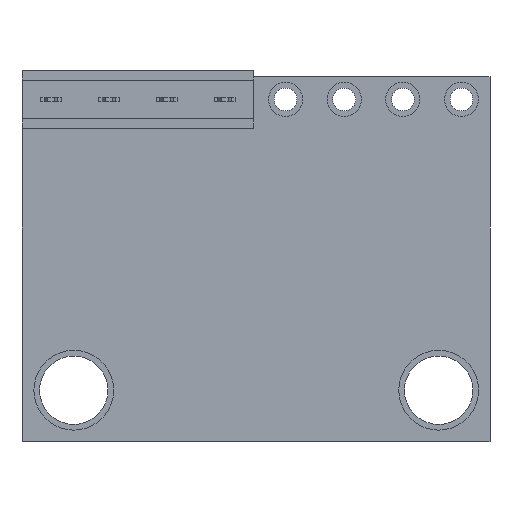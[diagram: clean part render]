
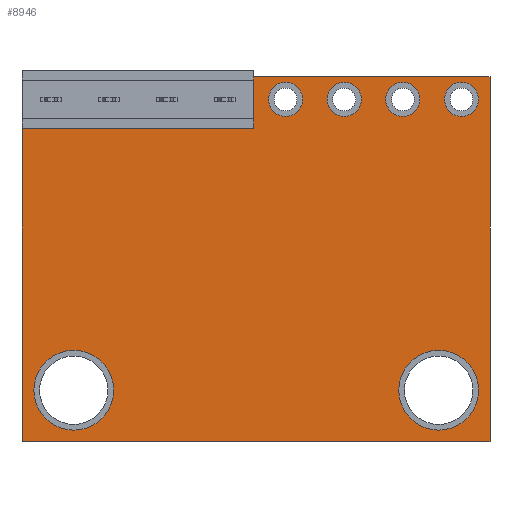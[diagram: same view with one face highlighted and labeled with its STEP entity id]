
A CAD part, front view. The second image highlights one B-rep face of the part: STEP entity #8946.
In plain terms, the highlighted face is planar.
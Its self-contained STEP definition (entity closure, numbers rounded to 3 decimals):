
#319=FACE_BOUND('',#1113,.T.);
#320=FACE_BOUND('',#1114,.T.);
#321=FACE_BOUND('',#1115,.T.);
#322=FACE_BOUND('',#1116,.T.);
#323=FACE_BOUND('',#1117,.T.);
#324=FACE_BOUND('',#1118,.T.);
#325=FACE_BOUND('',#1119,.T.);
#326=FACE_BOUND('',#1120,.T.);
#327=FACE_BOUND('',#1121,.T.);
#328=FACE_BOUND('',#1122,.T.);
#382=CIRCLE('',#9523,0.75);
#384=CIRCLE('',#9526,0.75);
#386=CIRCLE('',#9533,0.75);
#388=CIRCLE('',#9536,1.75);
#390=CIRCLE('',#9539,0.75);
#392=CIRCLE('',#9542,0.75);
#394=CIRCLE('',#9545,0.75);
#396=CIRCLE('',#9548,0.75);
#398=CIRCLE('',#9551,1.75);
#588=FACE_OUTER_BOUND('',#1112,.T.);
#1112=EDGE_LOOP('',(#6416,#6417,#6418,#6419));
#1113=EDGE_LOOP('',(#6420));
#1114=EDGE_LOOP('',(#6421));
#1115=EDGE_LOOP('',(#6422,#6423,#6424,#6425));
#1116=EDGE_LOOP('',(#6426));
#1117=EDGE_LOOP('',(#6427));
#1118=EDGE_LOOP('',(#6428));
#1119=EDGE_LOOP('',(#6429));
#1120=EDGE_LOOP('',(#6430));
#1121=EDGE_LOOP('',(#6431));
#1122=EDGE_LOOP('',(#6432));
#1770=LINE('',#12828,#2918);
#1774=LINE('',#12836,#2922);
#1777=LINE('',#12842,#2925);
#1780=LINE('',#12847,#2928);
#1791=LINE('',#12898,#2939);
#1794=LINE('',#12904,#2942);
#1797=LINE('',#12910,#2945);
#1800=LINE('',#12914,#2948);
#2918=VECTOR('',#10424,10.);
#2922=VECTOR('',#10430,10.);
#2925=VECTOR('',#10435,10.);
#2928=VECTOR('',#10440,10.);
#2939=VECTOR('',#10495,10.);
#2942=VECTOR('',#10500,10.);
#2945=VECTOR('',#10505,10.);
#2948=VECTOR('',#10510,10.);
#4012=VERTEX_POINT('',#12816);
#4014=VERTEX_POINT('',#12822);
#4015=VERTEX_POINT('',#12826);
#4016=VERTEX_POINT('',#12827);
#4019=VERTEX_POINT('',#12835);
#4021=VERTEX_POINT('',#12841);
#4024=VERTEX_POINT('',#12852);
#4026=VERTEX_POINT('',#12858);
#4028=VERTEX_POINT('',#12864);
#4030=VERTEX_POINT('',#12870);
#4032=VERTEX_POINT('',#12876);
#4034=VERTEX_POINT('',#12882);
#4036=VERTEX_POINT('',#12888);
#4039=VERTEX_POINT('',#12895);
#4040=VERTEX_POINT('',#12897);
#4042=VERTEX_POINT('',#12903);
#4044=VERTEX_POINT('',#12909);
#4890=EDGE_CURVE('',#4012,#4012,#382,.T.);
#4893=EDGE_CURVE('',#4014,#4014,#384,.T.);
#4894=EDGE_CURVE('',#4015,#4016,#1770,.T.);
#4898=EDGE_CURVE('',#4016,#4019,#1774,.T.);
#4901=EDGE_CURVE('',#4019,#4021,#1777,.T.);
#4904=EDGE_CURVE('',#4021,#4015,#1780,.T.);
#4908=EDGE_CURVE('',#4024,#4024,#386,.T.);
#4911=EDGE_CURVE('',#4026,#4026,#388,.T.);
#4914=EDGE_CURVE('',#4028,#4028,#390,.T.);
#4917=EDGE_CURVE('',#4030,#4030,#392,.T.);
#4920=EDGE_CURVE('',#4032,#4032,#394,.T.);
#4923=EDGE_CURVE('',#4034,#4034,#396,.T.);
#4926=EDGE_CURVE('',#4036,#4036,#398,.T.);
#4929=EDGE_CURVE('',#4040,#4039,#1791,.T.);
#4932=EDGE_CURVE('',#4042,#4040,#1794,.T.);
#4935=EDGE_CURVE('',#4044,#4042,#1797,.T.);
#4938=EDGE_CURVE('',#4039,#4044,#1800,.T.);
#6416=ORIENTED_EDGE('',*,*,#4938,.T.);
#6417=ORIENTED_EDGE('',*,*,#4935,.T.);
#6418=ORIENTED_EDGE('',*,*,#4932,.T.);
#6419=ORIENTED_EDGE('',*,*,#4929,.T.);
#6420=ORIENTED_EDGE('',*,*,#4890,.T.);
#6421=ORIENTED_EDGE('',*,*,#4893,.T.);
#6422=ORIENTED_EDGE('',*,*,#4901,.T.);
#6423=ORIENTED_EDGE('',*,*,#4904,.T.);
#6424=ORIENTED_EDGE('',*,*,#4894,.T.);
#6425=ORIENTED_EDGE('',*,*,#4898,.T.);
#6426=ORIENTED_EDGE('',*,*,#4908,.T.);
#6427=ORIENTED_EDGE('',*,*,#4911,.T.);
#6428=ORIENTED_EDGE('',*,*,#4914,.T.);
#6429=ORIENTED_EDGE('',*,*,#4917,.T.);
#6430=ORIENTED_EDGE('',*,*,#4920,.T.);
#6431=ORIENTED_EDGE('',*,*,#4923,.T.);
#6432=ORIENTED_EDGE('',*,*,#4926,.T.);
#8463=PLANE('',#9557);
#8946=ADVANCED_FACE('',(#588,#319,#320,#321,#322,#323,#324,#325,#326,#327,
#328),#8463,.T.);
#9523=AXIS2_PLACEMENT_3D('',#12818,#10413,#10414);
#9526=AXIS2_PLACEMENT_3D('',#12824,#10420,#10421);
#9533=AXIS2_PLACEMENT_3D('',#12854,#10447,#10448);
#9536=AXIS2_PLACEMENT_3D('',#12860,#10454,#10455);
#9539=AXIS2_PLACEMENT_3D('',#12866,#10461,#10462);
#9542=AXIS2_PLACEMENT_3D('',#12872,#10468,#10469);
#9545=AXIS2_PLACEMENT_3D('',#12878,#10475,#10476);
#9548=AXIS2_PLACEMENT_3D('',#12884,#10482,#10483);
#9551=AXIS2_PLACEMENT_3D('',#12890,#10489,#10490);
#9557=AXIS2_PLACEMENT_3D('',#12916,#10513,#10514);
#10413=DIRECTION('center_axis',(0.,0.,1.));
#10414=DIRECTION('ref_axis',(1.,0.,0.));
#10420=DIRECTION('center_axis',(0.,0.,1.));
#10421=DIRECTION('ref_axis',(1.,0.,0.));
#10424=DIRECTION('',(1.,0.,0.));
#10430=DIRECTION('',(0.,1.,0.));
#10435=DIRECTION('',(-1.,0.,0.));
#10440=DIRECTION('',(0.,-1.,0.));
#10447=DIRECTION('center_axis',(0.,0.,1.));
#10448=DIRECTION('ref_axis',(1.,0.,0.));
#10454=DIRECTION('center_axis',(0.,0.,1.));
#10455=DIRECTION('ref_axis',(1.,0.,0.));
#10461=DIRECTION('center_axis',(0.,0.,1.));
#10462=DIRECTION('ref_axis',(1.,0.,0.));
#10468=DIRECTION('center_axis',(0.,0.,1.));
#10469=DIRECTION('ref_axis',(1.,0.,0.));
#10475=DIRECTION('center_axis',(0.,0.,1.));
#10476=DIRECTION('ref_axis',(1.,0.,0.));
#10482=DIRECTION('center_axis',(0.,0.,1.));
#10483=DIRECTION('ref_axis',(1.,0.,0.));
#10489=DIRECTION('center_axis',(0.,0.,1.));
#10490=DIRECTION('ref_axis',(1.,0.,0.));
#10495=DIRECTION('',(0.,1.,0.));
#10500=DIRECTION('',(-1.,0.,0.));
#10505=DIRECTION('',(0.,-1.,0.));
#10510=DIRECTION('',(1.,0.,0.));
#10513=DIRECTION('center_axis',(0.,0.,-1.));
#10514=DIRECTION('ref_axis',(-1.,0.,0.));
#12816=CARTESIAN_POINT('',(8.25,-7.,-1.5));
#12818=CARTESIAN_POINT('Origin',(9.,-7.,-1.5));
#12822=CARTESIAN_POINT('',(-2.036,-7.,-1.5));
#12824=CARTESIAN_POINT('Origin',(-1.286,-7.,-1.5));
#12826=CARTESIAN_POINT('',(-9.75,-7.75,-1.5));
#12827=CARTESIAN_POINT('',(-8.25,-7.75,-1.5));
#12828=CARTESIAN_POINT('',(-4.125,-7.75,-1.5));
#12835=CARTESIAN_POINT('',(-8.25,-6.25,-1.5));
#12836=CARTESIAN_POINT('',(-8.25,-3.125,-1.5));
#12841=CARTESIAN_POINT('',(-9.75,-6.25,-1.5));
#12842=CARTESIAN_POINT('',(-4.875,-6.25,-1.5));
#12847=CARTESIAN_POINT('',(-9.75,-3.875,-1.5));
#12852=CARTESIAN_POINT('',(0.536,-7.,-1.5));
#12854=CARTESIAN_POINT('Origin',(1.286,-7.,-1.5));
#12858=CARTESIAN_POINT('',(-9.75,5.75,-1.5));
#12860=CARTESIAN_POINT('Origin',(-8.,5.75,-1.5));
#12864=CARTESIAN_POINT('',(5.679,-7.,-1.5));
#12866=CARTESIAN_POINT('Origin',(6.429,-7.,-1.5));
#12870=CARTESIAN_POINT('',(-4.607,-7.,-1.5));
#12872=CARTESIAN_POINT('Origin',(-3.857,-7.,-1.5));
#12876=CARTESIAN_POINT('',(-7.179,-7.,-1.5));
#12878=CARTESIAN_POINT('Origin',(-6.429,-7.,-1.5));
#12882=CARTESIAN_POINT('',(3.107,-7.,-1.5));
#12884=CARTESIAN_POINT('Origin',(3.857,-7.,-1.5));
#12888=CARTESIAN_POINT('',(6.25,5.75,-1.5));
#12890=CARTESIAN_POINT('Origin',(8.,5.75,-1.5));
#12895=CARTESIAN_POINT('',(-10.25,8.,-1.5));
#12897=CARTESIAN_POINT('',(-10.25,-8.,-1.5));
#12898=CARTESIAN_POINT('',(-10.25,-8.,-1.5));
#12903=CARTESIAN_POINT('',(10.25,-8.,-1.5));
#12904=CARTESIAN_POINT('',(10.25,-8.,-1.5));
#12909=CARTESIAN_POINT('',(10.25,8.,-1.5));
#12910=CARTESIAN_POINT('',(10.25,8.,-1.5));
#12914=CARTESIAN_POINT('',(-10.25,8.,-1.5));
#12916=CARTESIAN_POINT('Origin',(0.,0.,-1.5));
